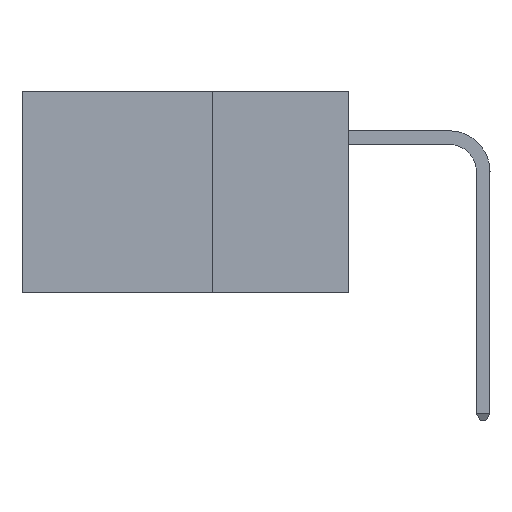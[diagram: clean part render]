
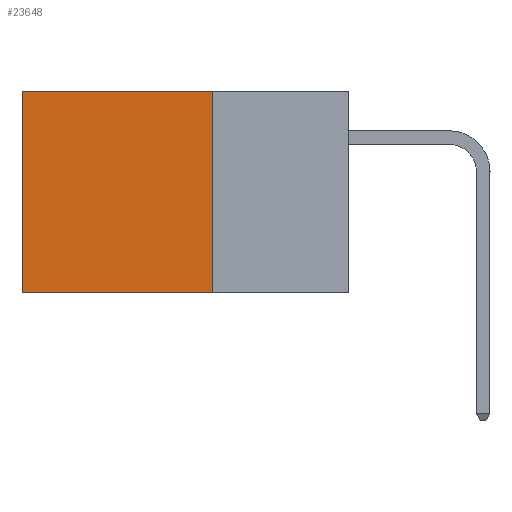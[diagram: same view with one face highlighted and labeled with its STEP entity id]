
A CAD part, left-side view. The second image highlights one B-rep face of the part: STEP entity #23648.
In plain terms, the highlighted planar face has unit normal (-1, 0, 0).
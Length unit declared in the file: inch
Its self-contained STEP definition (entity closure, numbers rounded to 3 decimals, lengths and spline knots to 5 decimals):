
#246 = ORIENTED_EDGE ( 'NONE', *, *, #18565, .T. ) ;
#328 = CARTESIAN_POINT ( 'NONE',  ( 0.2875, 0.25, 0. ) ) ;
#347 = DIRECTION ( 'NONE',  ( 0., 1., 0. ) ) ;
#1728 = FACE_OUTER_BOUND ( 'NONE', #9446, .T. ) ;
#2986 = CARTESIAN_POINT ( 'NONE',  ( 0.2875, 0.6, -0.37 ) ) ;
#4090 = CARTESIAN_POINT ( 'NONE',  ( 0.2875, 0.6, 0. ) ) ;
#4567 = VECTOR ( 'NONE', #16911, 39.37008 ) ;
#4613 = ORIENTED_EDGE ( 'NONE', *, *, #12887, .F. ) ;
#4654 = DIRECTION ( 'NONE',  ( 0., 0., -1. ) ) ;
#4755 = VECTOR ( 'NONE', #15873, 39.37008 ) ;
#4799 = LINE ( 'NONE', #328, #22656 ) ;
#5864 = VERTEX_POINT ( 'NONE', #26102 ) ;
#6335 = CARTESIAN_POINT ( 'NONE',  ( 0.2875, 0.25, 0. ) ) ;
#6361 = EDGE_CURVE ( 'NONE', #17592, #5864, #15446, .T. ) ;
#6393 = EDGE_CURVE ( 'NONE', #17592, #26359, #4799, .T. ) ;
#6802 = VERTEX_POINT ( 'NONE', #2986 ) ;
#7700 = CARTESIAN_POINT ( 'NONE',  ( 0.2875, 0.25, -0.37 ) ) ;
#7776 = ORIENTED_EDGE ( 'NONE', *, *, #6393, .F. ) ;
#8004 = LINE ( 'NONE', #4090, #4567 ) ;
#9446 = EDGE_LOOP ( 'NONE', ( #246, #4613, #7776, #10854 ) ) ;
#10513 = DIRECTION ( 'NONE',  ( 1., 0., 0. ) ) ;
#10854 = ORIENTED_EDGE ( 'NONE', *, *, #6361, .T. ) ;
#11571 = CARTESIAN_POINT ( 'NONE',  ( 0.2875, 0.25, -0.37 ) ) ;
#12887 = EDGE_CURVE ( 'NONE', #26359, #6802, #13735, .T. ) ;
#12967 = CARTESIAN_POINT ( 'NONE',  ( 0.2875, 0.25, 0. ) ) ;
#13088 = PLANE ( 'NONE',  #18961 ) ;
#13735 = LINE ( 'NONE', #11571, #20569 ) ;
#15107 = DIRECTION ( 'NONE',  ( 0., 0., -1. ) ) ;
#15446 = LINE ( 'NONE', #24333, #4755 ) ;
#15873 = DIRECTION ( 'NONE',  ( 0., 1., 0. ) ) ;
#16911 = DIRECTION ( 'NONE',  ( 0., 0., -1. ) ) ;
#17592 = VERTEX_POINT ( 'NONE', #12967 ) ;
#18565 = EDGE_CURVE ( 'NONE', #5864, #6802, #8004, .T. ) ;
#18961 = AXIS2_PLACEMENT_3D ( 'NONE', #6335, #10513, #15107 ) ;
#20569 = VECTOR ( 'NONE', #347, 39.37008 ) ;
#22656 = VECTOR ( 'NONE', #4654, 39.37008 ) ;
#23648 = ADVANCED_FACE ( 'NONE', ( #1728 ), #13088, .F. ) ;
#24333 = CARTESIAN_POINT ( 'NONE',  ( 0.2875, 0.25, 0. ) ) ;
#26102 = CARTESIAN_POINT ( 'NONE',  ( 0.2875, 0.6, 0. ) ) ;
#26359 = VERTEX_POINT ( 'NONE', #7700 ) ;
